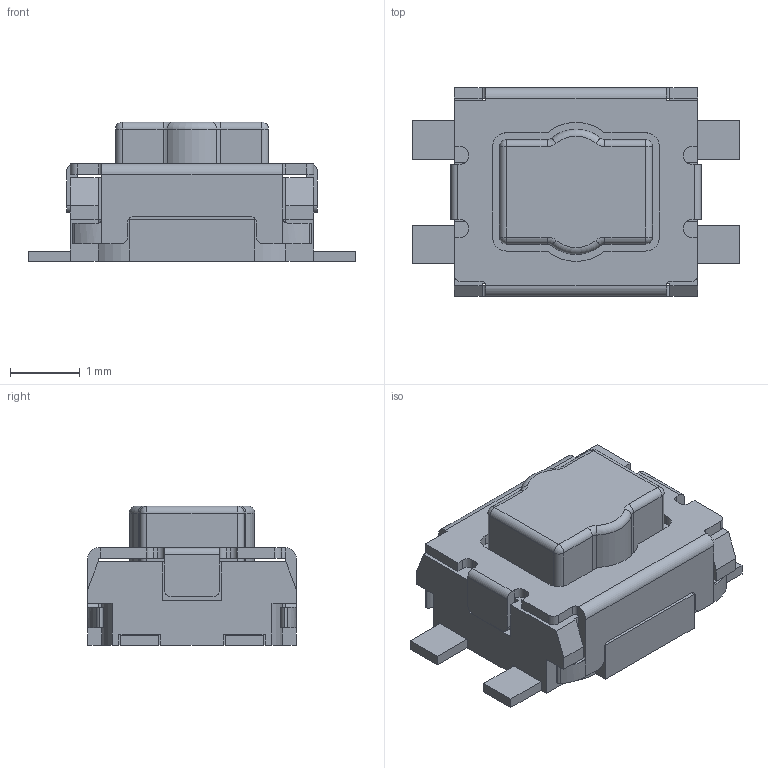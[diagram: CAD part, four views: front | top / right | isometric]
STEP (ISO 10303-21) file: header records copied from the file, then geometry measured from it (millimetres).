
FILE_DESCRIPTION((''),'2;1');
FILE_NAME('100','2021-05-01T16:21:00',('Administrator'),(''),'CREO PARAMETRIC BY PTC INC, 2016510','CREO PARAMETRIC BY PTC INC, 2016510','');
FILE_SCHEMA(('CONFIG_CONTROL_DESIGN','GEOMETRIC_VALIDATION_PROPERTIES_MIM'));
Length unit declared in the file: millimetre
Products named in the file (1): 100
Bounding box: 4.7 x 3 x 2.01 mm (x, y, z)
Volume: 15.6 mm3; surface area: 74.2 mm2
Topology: 2 solids, 2 shells, 365 faces, 997 edges, 650 vertices
Faces by surface type: plane 277, cylinder 78, torus 6, sphere 4
Entity records: 14102 total; most frequent: CARTESIAN_POINT 2074, ORIENTED_EDGE 1994, DIRECTION 1877, EDGE_CURVE 997, VECTOR 831, LINE 831, VERTEX_POINT 650, AXIS2_PLACEMENT_3D 523
